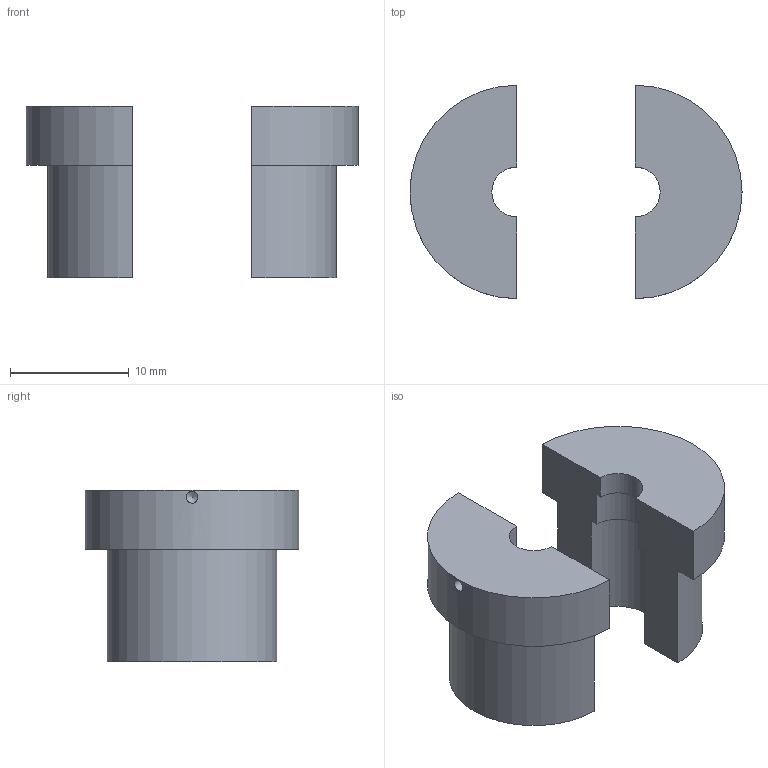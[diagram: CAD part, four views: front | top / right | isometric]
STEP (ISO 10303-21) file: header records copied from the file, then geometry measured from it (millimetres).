
FILE_DESCRIPTION(/* description */ (''),/* implementation_level */ '2;1');
FILE_NAME(/* name */ 'sensor_housing.step',/* time_stamp */ '2020-02-26T17:11:47+01:00',/* author */ (''),/* organization */ (''),/* preprocessor_version */ 'ST-DEVELOPER v18',/* originating_system */ 'Autodesk Translation Framework v8.12.0.6',/* authorisation */ '');
FILE_SCHEMA (('AUTOMOTIVE_DESIGN { 1 0 10303 214 3 1 1 }'));
Length unit declared in the file: millimetre
Products named in the file (1): suports sensors temperatura v2
Bounding box: 28 x 18 x 14.5 mm (x, y, z)
Volume: 2396 mm3; surface area: 1737.5 mm2
Topology: 2 solids, 2 shells, 25 faces, 65 edges, 44 vertices
Faces by surface type: plane 13, cylinder 10, cone 2
Full cylindrical faces by diameter (mm): 1 x1
Entity records: 832 total; most frequent: CARTESIAN_POINT 169, DIRECTION 134, ORIENTED_EDGE 128, EDGE_CURVE 64, AXIS2_PLACEMENT_3D 47, VERTEX_POINT 44, LINE 40, VECTOR 40
